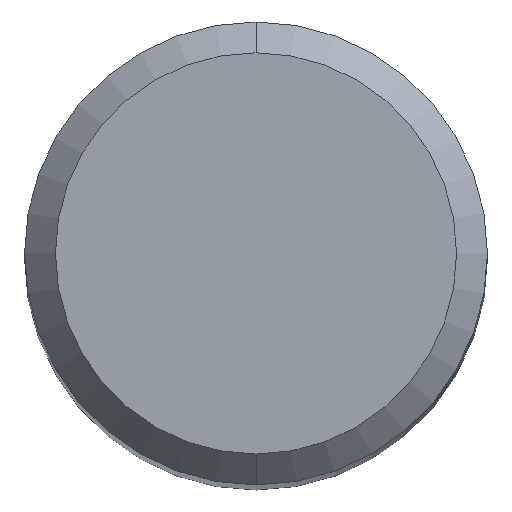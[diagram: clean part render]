
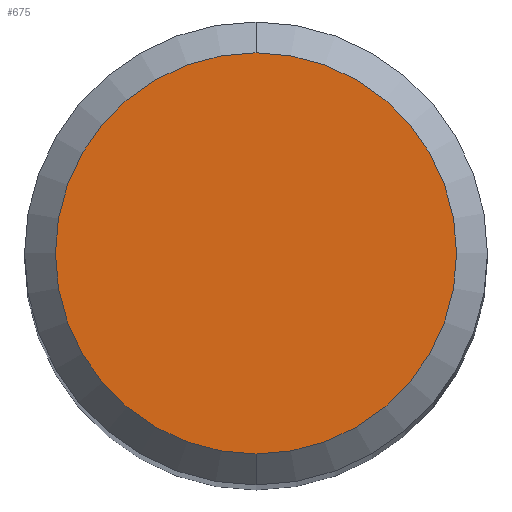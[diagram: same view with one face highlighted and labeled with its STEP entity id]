
A CAD part, top view. The second image highlights one B-rep face of the part: STEP entity #675.
In plain terms, the highlighted planar face has unit normal (0, 0, 1).
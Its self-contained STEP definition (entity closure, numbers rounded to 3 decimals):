
#373=VERTEX_POINT('',#888);
#473=EDGE_CURVE('',#373,#615,#999,.T.);
#615=VERTEX_POINT('',#1156);
#675=ADVANCED_FACE('',(#1223),#1224,.T.);
#719=EDGE_CURVE('',#615,#373,#1272,.T.);
#888=CARTESIAN_POINT('',(0.0,2.6,0.0));
#999=CIRCLE('',#2648,2.6);
#1156=CARTESIAN_POINT('',(0.,-2.6,0.0));
#1223=FACE_OUTER_BOUND('',#3906,.T.);
#1224=PLANE('',#3907);
#1272=CIRCLE('',#4027,2.6);
#2648=AXIS2_PLACEMENT_3D('',#4362,#4363,#4364);
#3906=EDGE_LOOP('',(#4617,#4618));
#3907=AXIS2_PLACEMENT_3D('',#4619,#4620,#4621);
#4027=AXIS2_PLACEMENT_3D('',#4682,#4683,#4684);
#4362=CARTESIAN_POINT('',(0.0,0.0,0.0));
#4363=DIRECTION('',(0.0,0.0,-1.0));
#4364=DIRECTION('',(0.0,1.0,0.0));
#4617=ORIENTED_EDGE('',*,*,#473,.F.);
#4618=ORIENTED_EDGE('',*,*,#719,.F.);
#4619=CARTESIAN_POINT('',(0.0,1.3,0.0));
#4620=DIRECTION('',(-0.0,0.0,1.0));
#4621=DIRECTION('',(0.0,-1.0,0.0));
#4682=CARTESIAN_POINT('',(0.0,0.0,0.0));
#4683=DIRECTION('',(0.0,0.0,-1.0));
#4684=DIRECTION('',(0.0,1.0,0.0));
